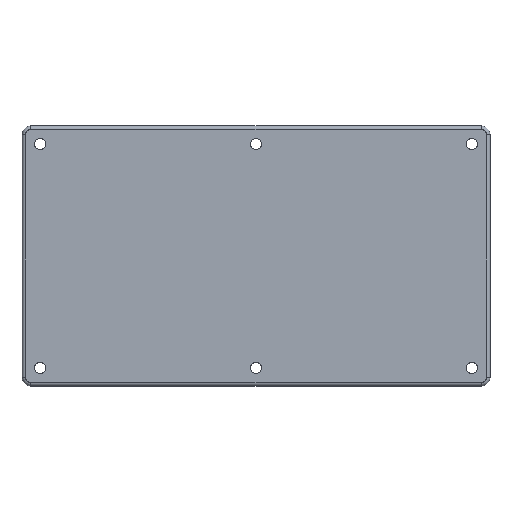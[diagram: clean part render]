
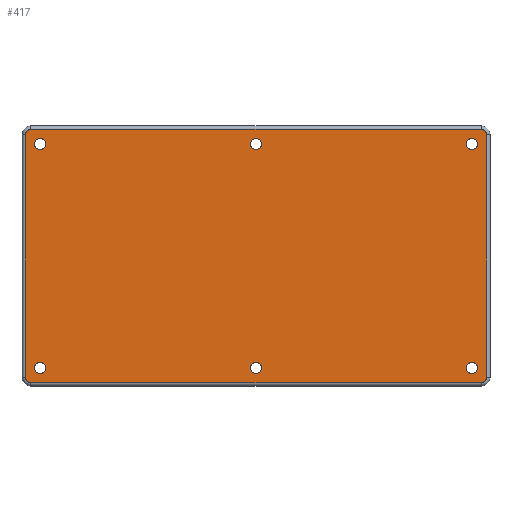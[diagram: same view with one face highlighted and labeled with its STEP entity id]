
A CAD part, top view. The second image highlights one B-rep face of the part: STEP entity #417.
In plain terms, the highlighted planar face has unit normal (0, 0, 1).
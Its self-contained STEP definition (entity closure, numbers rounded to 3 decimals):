
#15=FACE_BOUND('',#74,.T.);
#16=FACE_BOUND('',#75,.T.);
#17=FACE_BOUND('',#76,.T.);
#18=FACE_BOUND('',#77,.T.);
#19=FACE_BOUND('',#78,.T.);
#20=FACE_BOUND('',#79,.T.);
#29=PLANE('',#473);
#49=FACE_OUTER_BOUND('',#73,.T.);
#73=EDGE_LOOP('',(#323,#324,#325,#326,#327,#328,#329,#330));
#74=EDGE_LOOP('',(#331));
#75=EDGE_LOOP('',(#332));
#76=EDGE_LOOP('',(#333));
#77=EDGE_LOOP('',(#334));
#78=EDGE_LOOP('',(#335));
#79=EDGE_LOOP('',(#336));
#98=LINE('',#648,#124);
#99=LINE('',#659,#125);
#101=LINE('',#671,#127);
#103=LINE('',#683,#129);
#124=VECTOR('',#508,10.);
#125=VECTOR('',#521,10.);
#127=VECTOR('',#535,10.);
#129=VECTOR('',#549,10.);
#152=CIRCLE('',#448,3.);
#156=CIRCLE('',#454,3.);
#160=CIRCLE('',#460,3.);
#163=CIRCLE('',#465,3.);
#167=CIRCLE('',#474,3.2);
#168=CIRCLE('',#475,3.2);
#169=CIRCLE('',#476,3.2);
#170=CIRCLE('',#477,3.2);
#171=CIRCLE('',#478,3.2);
#172=CIRCLE('',#479,3.2);
#181=VERTEX_POINT('',#641);
#184=VERTEX_POINT('',#646);
#186=VERTEX_POINT('',#651);
#188=VERTEX_POINT('',#657);
#190=VERTEX_POINT('',#663);
#192=VERTEX_POINT('',#669);
#194=VERTEX_POINT('',#675);
#196=VERTEX_POINT('',#681);
#202=VERTEX_POINT('',#707);
#203=VERTEX_POINT('',#709);
#204=VERTEX_POINT('',#711);
#205=VERTEX_POINT('',#713);
#206=VERTEX_POINT('',#715);
#207=VERTEX_POINT('',#717);
#220=EDGE_CURVE('',#184,#181,#98,.T.);
#222=EDGE_CURVE('',#186,#184,#152,.T.);
#225=EDGE_CURVE('',#188,#186,#99,.T.);
#228=EDGE_CURVE('',#190,#188,#156,.T.);
#231=EDGE_CURVE('',#192,#190,#101,.T.);
#234=EDGE_CURVE('',#194,#192,#160,.T.);
#237=EDGE_CURVE('',#196,#194,#103,.T.);
#239=EDGE_CURVE('',#181,#196,#163,.T.);
#250=EDGE_CURVE('',#202,#202,#167,.T.);
#251=EDGE_CURVE('',#203,#203,#168,.T.);
#252=EDGE_CURVE('',#204,#204,#169,.T.);
#253=EDGE_CURVE('',#205,#205,#170,.T.);
#254=EDGE_CURVE('',#206,#206,#171,.T.);
#255=EDGE_CURVE('',#207,#207,#172,.T.);
#323=ORIENTED_EDGE('',*,*,#220,.F.);
#324=ORIENTED_EDGE('',*,*,#222,.F.);
#325=ORIENTED_EDGE('',*,*,#225,.F.);
#326=ORIENTED_EDGE('',*,*,#228,.F.);
#327=ORIENTED_EDGE('',*,*,#231,.F.);
#328=ORIENTED_EDGE('',*,*,#234,.F.);
#329=ORIENTED_EDGE('',*,*,#237,.F.);
#330=ORIENTED_EDGE('',*,*,#239,.F.);
#331=ORIENTED_EDGE('',*,*,#250,.T.);
#332=ORIENTED_EDGE('',*,*,#251,.T.);
#333=ORIENTED_EDGE('',*,*,#252,.T.);
#334=ORIENTED_EDGE('',*,*,#253,.T.);
#335=ORIENTED_EDGE('',*,*,#254,.T.);
#336=ORIENTED_EDGE('',*,*,#255,.T.);
#417=ADVANCED_FACE('',(#49,#15,#16,#17,#18,#19,#20),#29,.T.);
#448=AXIS2_PLACEMENT_3D('',#653,#513,#514);
#454=AXIS2_PLACEMENT_3D('',#665,#527,#528);
#460=AXIS2_PLACEMENT_3D('',#677,#541,#542);
#465=AXIS2_PLACEMENT_3D('',#686,#553,#554);
#473=AXIS2_PLACEMENT_3D('',#706,#576,#577);
#474=AXIS2_PLACEMENT_3D('',#708,#578,#579);
#475=AXIS2_PLACEMENT_3D('',#710,#580,#581);
#476=AXIS2_PLACEMENT_3D('',#712,#582,#583);
#477=AXIS2_PLACEMENT_3D('',#714,#584,#585);
#478=AXIS2_PLACEMENT_3D('',#716,#586,#587);
#479=AXIS2_PLACEMENT_3D('',#718,#588,#589);
#508=DIRECTION('',(-1.,0.,0.));
#513=DIRECTION('center_axis',(0.,0.,-1.));
#514=DIRECTION('ref_axis',(0.707,-0.707,0.));
#521=DIRECTION('',(0.,-1.,0.));
#527=DIRECTION('center_axis',(0.,0.,-1.));
#528=DIRECTION('ref_axis',(0.707,0.707,0.));
#535=DIRECTION('',(1.,0.,0.));
#541=DIRECTION('center_axis',(0.,0.,-1.));
#542=DIRECTION('ref_axis',(-0.707,0.707,0.));
#549=DIRECTION('',(0.,1.,0.));
#553=DIRECTION('center_axis',(0.,0.,-1.));
#554=DIRECTION('ref_axis',(-0.707,-0.707,0.));
#576=DIRECTION('center_axis',(0.,0.,1.));
#577=DIRECTION('ref_axis',(1.,0.,0.));
#578=DIRECTION('center_axis',(0.,0.,-1.));
#579=DIRECTION('ref_axis',(1.,0.,0.));
#580=DIRECTION('center_axis',(0.,0.,-1.));
#581=DIRECTION('ref_axis',(1.,0.,0.));
#582=DIRECTION('center_axis',(0.,0.,-1.));
#583=DIRECTION('ref_axis',(1.,0.,0.));
#584=DIRECTION('center_axis',(0.,0.,-1.));
#585=DIRECTION('ref_axis',(1.,0.,0.));
#586=DIRECTION('center_axis',(0.,0.,-1.));
#587=DIRECTION('ref_axis',(1.,0.,0.));
#588=DIRECTION('center_axis',(0.,0.,-1.));
#589=DIRECTION('ref_axis',(1.,0.,0.));
#641=CARTESIAN_POINT('',(5.,2.,4.));
#646=CARTESIAN_POINT('',(265.,2.,4.));
#648=CARTESIAN_POINT('',(70.,2.,4.));
#651=CARTESIAN_POINT('',(268.,5.,4.));
#653=CARTESIAN_POINT('Origin',(265.,5.,4.));
#657=CARTESIAN_POINT('',(268.,145.,4.));
#659=CARTESIAN_POINT('',(268.,40.,4.));
#663=CARTESIAN_POINT('',(265.,148.,4.));
#665=CARTESIAN_POINT('Origin',(265.,145.,4.));
#669=CARTESIAN_POINT('',(5.,148.,4.));
#671=CARTESIAN_POINT('',(200.,148.,4.));
#675=CARTESIAN_POINT('',(2.,145.,4.));
#677=CARTESIAN_POINT('Origin',(5.,145.,4.));
#681=CARTESIAN_POINT('',(2.,5.,4.));
#683=CARTESIAN_POINT('',(2.,110.,4.));
#686=CARTESIAN_POINT('Origin',(5.,5.,4.));
#706=CARTESIAN_POINT('Origin',(135.,75.,4.));
#707=CARTESIAN_POINT('',(256.3,10.5,4.));
#708=CARTESIAN_POINT('Origin',(259.5,10.5,4.));
#709=CARTESIAN_POINT('',(131.8,10.5,4.));
#710=CARTESIAN_POINT('Origin',(135.,10.5,4.));
#711=CARTESIAN_POINT('',(131.8,139.5,4.));
#712=CARTESIAN_POINT('Origin',(135.,139.5,4.));
#713=CARTESIAN_POINT('',(7.3,139.5,4.));
#714=CARTESIAN_POINT('Origin',(10.5,139.5,4.));
#715=CARTESIAN_POINT('',(7.3,10.5,4.));
#716=CARTESIAN_POINT('Origin',(10.5,10.5,4.));
#717=CARTESIAN_POINT('',(256.3,139.5,4.));
#718=CARTESIAN_POINT('Origin',(259.5,139.5,4.));
